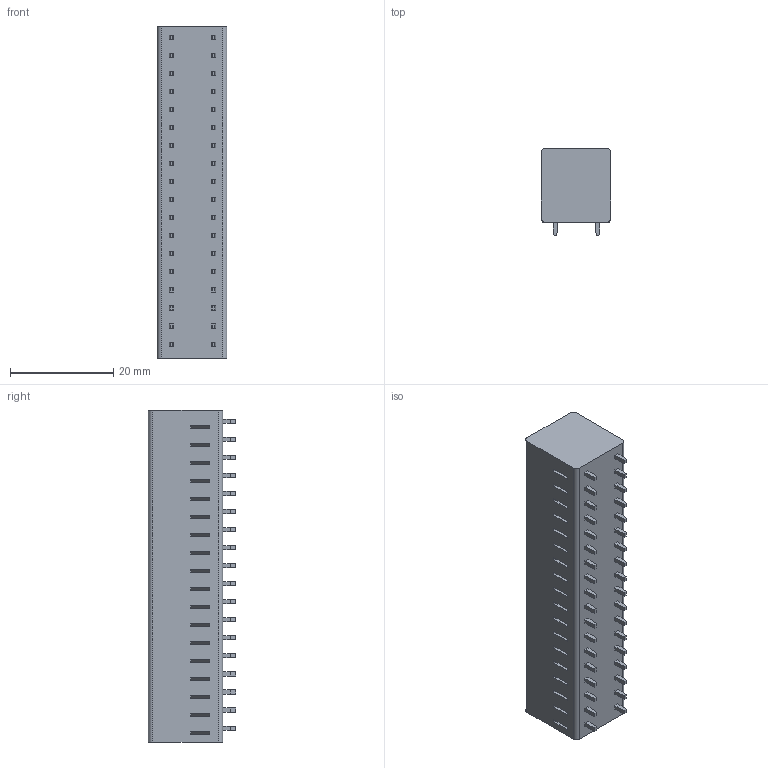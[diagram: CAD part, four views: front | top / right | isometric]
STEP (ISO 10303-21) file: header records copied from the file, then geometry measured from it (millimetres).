
FILE_DESCRIPTION((''),'2;1');
FILE_NAME('PRT0005','2024-09-24T',('sj'),(''),'PRO/ENGINEER BY PARAMETRIC TECHNOLOGY CORPORATION, 2013240','PRO/ENGINEER BY PARAMETRIC TECHNOLOGY CORPORATION, 2013240','');
FILE_SCHEMA(('AUTOMOTIVE_DESIGN_CC2 { 1 2 10303 214 -1 1 5 2 }'));
Length unit declared in the file: millimetre
Products named in the file (1): PRT0005
Bounding box: 13.5 x 16.9 x 64.4 mm (x, y, z)
Volume: 11990.1 mm3; surface area: 4893.6 mm2
Topology: 1 solids, 1 shells, 1228 faces, 3018 edges, 1918 vertices
Faces by surface type: plane 654, cylinder 380, bspline 104, torus 54, cone 36
Entity records: 40498 total; most frequent: CARTESIAN_POINT 12104, ORIENTED_EDGE 6036, DIRECTION 5600, EDGE_CURVE 3018, VERTEX_POINT 1918, AXIS2_PLACEMENT_3D 1884, VECTOR 1832, LINE 1832
